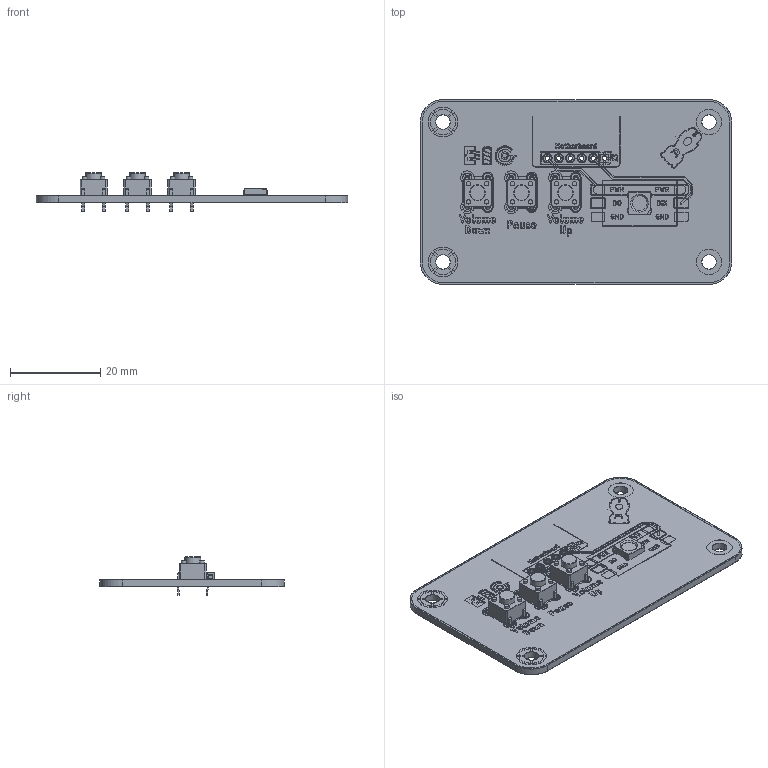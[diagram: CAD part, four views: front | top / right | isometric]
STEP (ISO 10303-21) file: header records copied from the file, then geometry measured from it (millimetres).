
FILE_DESCRIPTION(('KiCad electronic assembly'),'2;1');
FILE_NAME('DB V4.step','2025-05-13T12:49:04',('Pcbnew'),('Kicad'), 'Open CASCADE STEP processor 7.8','KiCad to STEP converter','Unknown' );
FILE_SCHEMA(('AUTOMOTIVE_DESIGN { 1 0 10303 214 1 1 1 1 }'));
Length unit declared in the file: millimetre
Products named in the file (8): DB V4 1; SW_PUSH_6mm_H5mm; LED_WS2812B_PLCC4_5.0x5.0mm_P3.2mm; STEAM 2025 V4_copper; STEAM 2025 V4_pad; STEAM 2025 V4_silkscreen; STEAM 2025 V4_soldermask; STEAM 2025 V4_PCB
Assembly tree (9 placements, depth 2):
  DB V4 1
    SW_PUSH_6mm_H5mm  x3
    LED_WS2812B_PLCC4_5.0x5.0mm_P3.2mm
    STEAM 2025 V4_copper
    STEAM 2025 V4_pad
    STEAM 2025 V4_silkscreen
    STEAM 2025 V4_soldermask
    STEAM 2025 V4_PCB
Bounding box: 69 x 41 x 8.5 mm (x, y, z)
Volume: 4837.9 mm3; surface area: 23135.2 mm2
Topology: 87 solids, 206 shells, 1767 faces, 7822 edges, 6360 vertices
Faces by surface type: plane 1201, cylinder 562, torus 3, cone 1
Full cylindrical faces by diameter (mm): 0.95 x18, 1 x24, 1.05 x36, 1.075 x6, 1.1 x24, 1.7 x10, 2 x24, 2.111 x3, 2.408 x3, 3.15 x12, 3.175 x4, 3.2 x8, 3.333 x1, 3.5 x3, 5.6 x8
Entity records: 77506 total; most frequent: CARTESIAN_POINT 14837, DIRECTION 11858, ORIENTED_EDGE 11043, EDGE_CURVE 7268, VERTEX_POINT 6002, LINE 5812, VECTOR 5812, AXIS2_PLACEMENT_3D 3023
